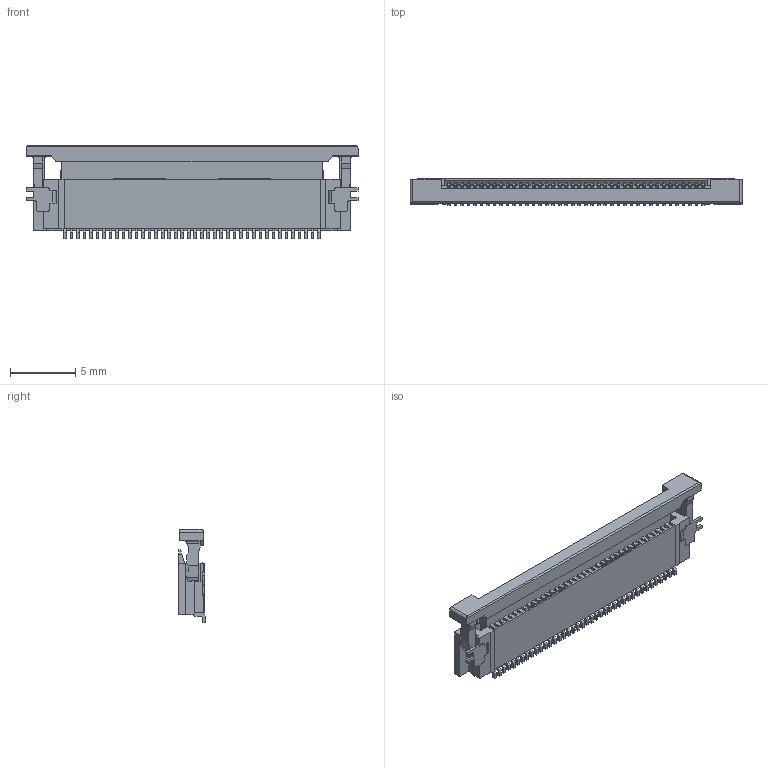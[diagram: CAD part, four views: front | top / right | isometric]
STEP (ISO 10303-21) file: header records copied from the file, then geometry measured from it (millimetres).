
FILE_DESCRIPTION((''),'2;1');
FILE_NAME('541044031','2012-01-10T',('gga'),(''),'PRO/ENGINEER BY PARAMETRIC TECHNOLOGY CORPORATION, 2003451','PRO/ENGINEER BY PARAMETRIC TECHNOLOGY CORPORATION, 2003451','');
FILE_SCHEMA(('CONFIG_CONTROL_DESIGN'));
Length unit declared in the file: millimetre
Products named in the file (1): 541044031
Bounding box: 25.5 x 2.05 x 7.15 mm (x, y, z)
Volume: 166 mm3; surface area: 1221.8 mm2
Topology: 2 solids, 2 shells, 1570 faces, 5276 edges, 3550 vertices
Faces by surface type: plane 1425, cylinder 145
Entity records: 56479 total; most frequent: CARTESIAN_POINT 10253, ORIENTED_EDGE 10202, DIRECTION 8698, EDGE_CURVE 5101, VECTOR 4984, LINE 4984, VERTEX_POINT 3372, AXIS2_PLACEMENT_3D 1857
